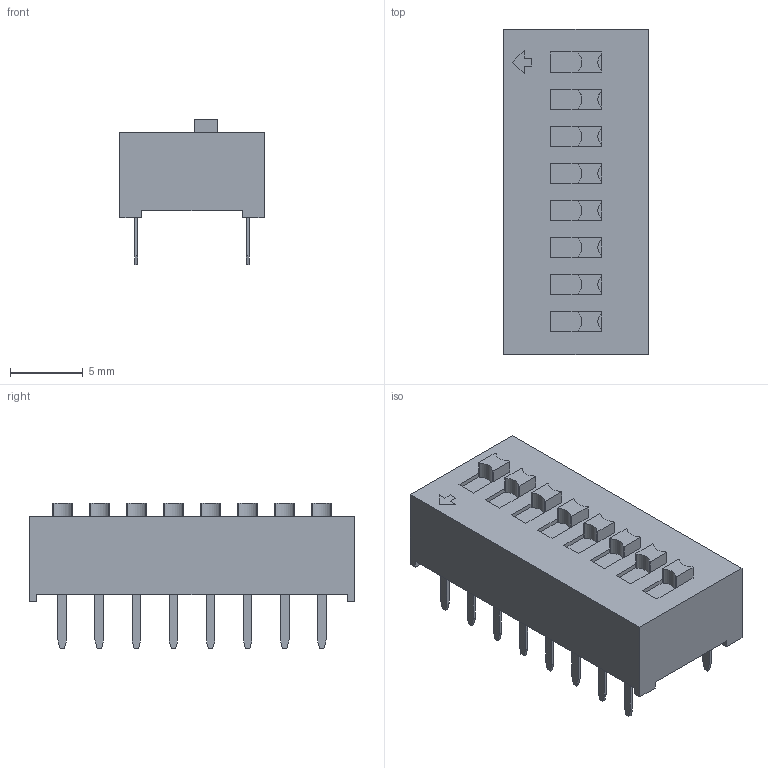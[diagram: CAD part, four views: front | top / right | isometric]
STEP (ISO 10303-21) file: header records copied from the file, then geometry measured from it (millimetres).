
FILE_DESCRIPTION(/* description */ ('model of SW_DIP_x8_W7.62mm_Slide'),/* implementation_level */ '2;1');
FILE_NAME(/* name */ 'SW_DIP_x8_W7.62mm_Slide.step',/* time_stamp */ '2017-11-30T08:01:39',/* author */ ('Terje Io','https://github.com/terjeio'),/* organization */ ('FreeCAD'),/* preprocessor_version */ 'OCC',/* originating_system */ 'kicad StepUp',/* authorisation */ '');
FILE_SCHEMA(('AUTOMOTIVE_DESIGN_CC2 { 1 2 10303 214 -1 1 5 4 }'));
Length unit declared in the file: millimetre
Products named in the file (1): SW_DIP_x8_W762mm_Slide
Bounding box: 9.9 x 22.27 x 9.95 mm (x, y, z)
Volume: 1193.6 mm3; surface area: 951.6 mm2
Topology: 1 solids, 1 shells, 251 faces, 647 edges, 423 vertices
Faces by surface type: plane 235, cylinder 16
Entity records: 4874 total; most frequent: ORIENTED_EDGE 1082, EDGE_CURVE 647, CARTESIAN_POINT 546, LINE 519, VERTEX_POINT 423, FACE_BOUND 276, EDGE_LOOP 276, AXIS2_PLACEMENT_3D 255
